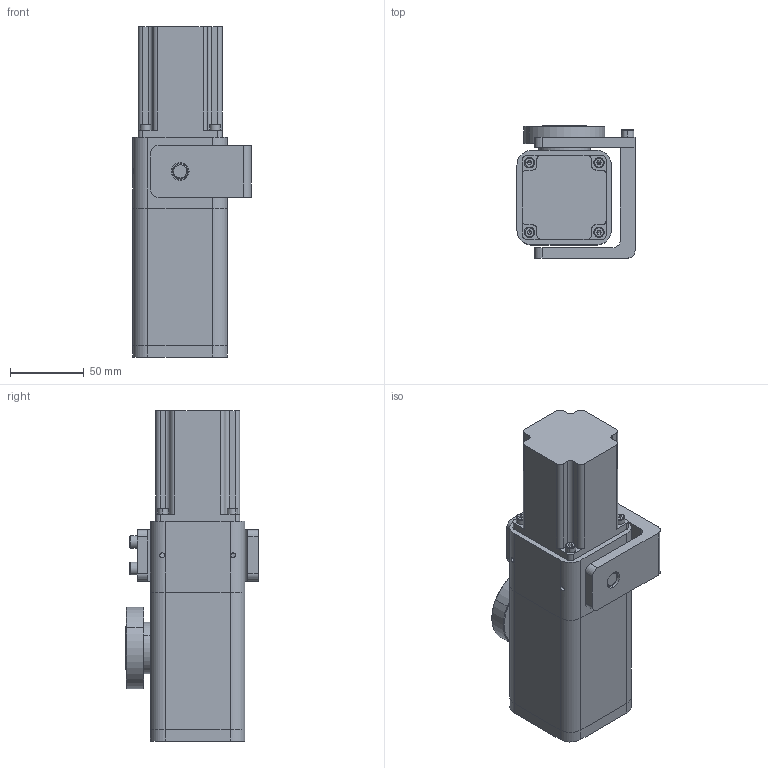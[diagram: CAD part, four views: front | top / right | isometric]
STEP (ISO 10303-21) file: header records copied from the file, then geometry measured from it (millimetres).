
FILE_DESCRIPTION (( 'STEP AP203' ), '1' );
FILE_NAME ('DGLSZ-30.STEP', '2018-08-17T05:45:02', ( '' ), ( '' ), 'SwSTEP 2.0', 'SolidWorks 2015', '' );
FILE_SCHEMA (( 'CONFIG_CONTROL_DESIGN' ));
Length unit declared in the file: millimetre
Products named in the file (1): DGLSZ-30
Bounding box: 80 x 89.7 x 224 mm (x, y, z)
Surface area: 124086.6 mm2 (no closed solid volume)
Topology: 0 solids, 30 shells, 376 faces, 1272 edges, 871 vertices
Faces by surface type: plane 162, cylinder 137, torus 37, cone 30, sphere 10
Entity records: 14253 total; most frequent: CARTESIAN_POINT 3196, DIRECTION 2461, ORIENTED_EDGE 1982, EDGE_CURVE 1222, AXIS2_PLACEMENT_3D 954, VERTEX_POINT 851, CIRCLE 577, VECTOR 553
